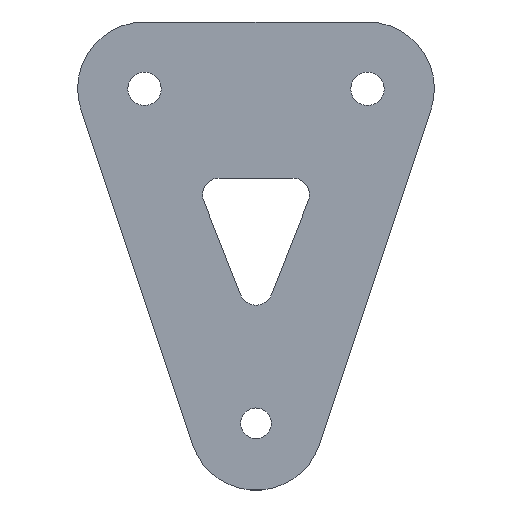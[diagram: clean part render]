
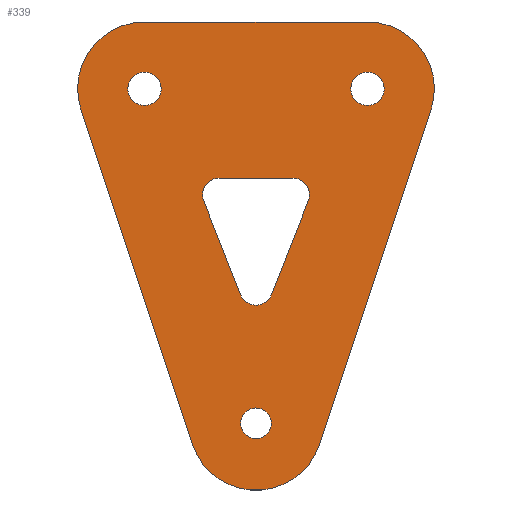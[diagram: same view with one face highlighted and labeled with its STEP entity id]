
A CAD part, top view. The second image highlights one B-rep face of the part: STEP entity #339.
In plain terms, the highlighted planar face has unit normal (0, 0, 1).
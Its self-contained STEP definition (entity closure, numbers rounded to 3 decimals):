
#23=FACE_BOUND('',#73,.T.);
#24=FACE_BOUND('',#74,.T.);
#25=FACE_BOUND('',#75,.T.);
#26=FACE_BOUND('',#76,.T.);
#34=PLANE('',#389);
#51=FACE_OUTER_BOUND('',#72,.T.);
#72=EDGE_LOOP('',(#299,#300,#301,#302,#303,#304));
#73=EDGE_LOOP('',(#305));
#74=EDGE_LOOP('',(#306));
#75=EDGE_LOOP('',(#307));
#76=EDGE_LOOP('',(#308,#309,#310,#311,#312,#313));
#79=LINE('',#507,#106);
#83=LINE('',#519,#110);
#88=LINE('',#531,#115);
#95=LINE('',#563,#122);
#99=LINE('',#575,#126);
#103=LINE('',#585,#130);
#106=VECTOR('',#405,10.);
#110=VECTOR('',#417,10.);
#115=VECTOR('',#430,10.);
#122=VECTOR('',#463,10.);
#126=VECTOR('',#475,10.);
#130=VECTOR('',#487,10.);
#131=CIRCLE('',#356,3.);
#133=CIRCLE('',#360,3.);
#135=CIRCLE('',#364,3.);
#137=CIRCLE('',#368,3.);
#139=CIRCLE('',#371,2.75);
#141=CIRCLE('',#374,3.);
#144=CIRCLE('',#378,12.);
#146=CIRCLE('',#382,12.);
#148=CIRCLE('',#386,12.);
#149=VERTEX_POINT('',#497);
#150=VERTEX_POINT('',#498);
#153=VERTEX_POINT('',#506);
#155=VERTEX_POINT('',#512);
#157=VERTEX_POINT('',#518);
#159=VERTEX_POINT('',#524);
#161=VERTEX_POINT('',#533);
#163=VERTEX_POINT('',#539);
#165=VERTEX_POINT('',#545);
#169=VERTEX_POINT('',#554);
#170=VERTEX_POINT('',#556);
#172=VERTEX_POINT('',#562);
#174=VERTEX_POINT('',#568);
#176=VERTEX_POINT('',#574);
#178=VERTEX_POINT('',#580);
#179=EDGE_CURVE('',#149,#150,#131,.T.);
#183=EDGE_CURVE('',#153,#150,#79,.T.);
#186=EDGE_CURVE('',#153,#155,#133,.T.);
#189=EDGE_CURVE('',#157,#155,#83,.T.);
#192=EDGE_CURVE('',#157,#159,#135,.T.);
#196=EDGE_CURVE('',#149,#159,#88,.T.);
#197=EDGE_CURVE('',#161,#161,#137,.T.);
#200=EDGE_CURVE('',#163,#163,#139,.T.);
#203=EDGE_CURVE('',#165,#165,#141,.T.);
#208=EDGE_CURVE('',#170,#169,#144,.T.);
#211=EDGE_CURVE('',#172,#170,#95,.T.);
#214=EDGE_CURVE('',#174,#172,#146,.T.);
#217=EDGE_CURVE('',#176,#174,#99,.T.);
#220=EDGE_CURVE('',#178,#176,#148,.T.);
#223=EDGE_CURVE('',#169,#178,#103,.T.);
#299=ORIENTED_EDGE('',*,*,#208,.T.);
#300=ORIENTED_EDGE('',*,*,#223,.T.);
#301=ORIENTED_EDGE('',*,*,#220,.T.);
#302=ORIENTED_EDGE('',*,*,#217,.T.);
#303=ORIENTED_EDGE('',*,*,#214,.T.);
#304=ORIENTED_EDGE('',*,*,#211,.T.);
#305=ORIENTED_EDGE('',*,*,#197,.T.);
#306=ORIENTED_EDGE('',*,*,#200,.T.);
#307=ORIENTED_EDGE('',*,*,#203,.T.);
#308=ORIENTED_EDGE('',*,*,#183,.T.);
#309=ORIENTED_EDGE('',*,*,#179,.F.);
#310=ORIENTED_EDGE('',*,*,#196,.T.);
#311=ORIENTED_EDGE('',*,*,#192,.F.);
#312=ORIENTED_EDGE('',*,*,#189,.T.);
#313=ORIENTED_EDGE('',*,*,#186,.F.);
#339=ADVANCED_FACE('',(#51,#23,#24,#25,#26),#34,.T.);
#356=AXIS2_PLACEMENT_3D('',#499,#397,#398);
#360=AXIS2_PLACEMENT_3D('',#513,#410,#411);
#364=AXIS2_PLACEMENT_3D('',#525,#422,#423);
#368=AXIS2_PLACEMENT_3D('',#534,#433,#434);
#371=AXIS2_PLACEMENT_3D('',#540,#440,#441);
#374=AXIS2_PLACEMENT_3D('',#546,#447,#448);
#378=AXIS2_PLACEMENT_3D('',#557,#457,#458);
#382=AXIS2_PLACEMENT_3D('',#569,#469,#470);
#386=AXIS2_PLACEMENT_3D('',#581,#481,#482);
#389=AXIS2_PLACEMENT_3D('',#587,#490,#491);
#397=DIRECTION('center_axis',(0.,0.,1.));
#398=DIRECTION('ref_axis',(0.,-1.,0.));
#405=DIRECTION('',(-0.366,-0.931,0.));
#410=DIRECTION('center_axis',(0.,0.,1.));
#411=DIRECTION('ref_axis',(0.826,0.563,0.));
#417=DIRECTION('',(1.,0.,0.));
#422=DIRECTION('center_axis',(0.,0.,1.));
#423=DIRECTION('ref_axis',(-0.826,0.563,0.));
#430=DIRECTION('',(-0.366,0.931,0.));
#433=DIRECTION('center_axis',(0.,0.,-1.));
#434=DIRECTION('ref_axis',(-1.,0.,0.));
#440=DIRECTION('center_axis',(0.,0.,-1.));
#441=DIRECTION('ref_axis',(-1.,0.,0.));
#447=DIRECTION('center_axis',(0.,0.,-1.));
#448=DIRECTION('ref_axis',(-1.,0.,0.));
#457=DIRECTION('center_axis',(0.,0.,1.));
#458=DIRECTION('ref_axis',(-1.,0.,0.));
#463=DIRECTION('',(0.316,0.949,0.));
#469=DIRECTION('center_axis',(0.,0.,1.));
#470=DIRECTION('ref_axis',(-1.,0.,0.));
#475=DIRECTION('',(0.316,-0.949,0.));
#481=DIRECTION('center_axis',(0.,0.,1.));
#482=DIRECTION('ref_axis',(-1.,0.,0.));
#487=DIRECTION('',(-1.,0.,0.));
#490=DIRECTION('center_axis',(0.,0.,1.));
#491=DIRECTION('ref_axis',(1.,0.,0.));
#497=CARTESIAN_POINT('',(29.208,35.108,3.));
#498=CARTESIAN_POINT('',(34.792,35.108,3.));
#499=CARTESIAN_POINT('Origin',(32.,36.205,3.));
#506=CARTESIAN_POINT('',(41.39,51.903,3.));
#507=CARTESIAN_POINT('',(39.882,48.064,3.));
#512=CARTESIAN_POINT('',(38.598,56.,3.));
#513=CARTESIAN_POINT('Origin',(38.598,53.,3.));
#518=CARTESIAN_POINT('',(25.402,56.,3.));
#519=CARTESIAN_POINT('',(26.5,56.,3.));
#524=CARTESIAN_POINT('',(22.61,51.903,3.));
#525=CARTESIAN_POINT('Origin',(25.402,53.,3.));
#531=CARTESIAN_POINT('',(29.618,34.064,3.));
#533=CARTESIAN_POINT('',(55.,72.,3.));
#534=CARTESIAN_POINT('Origin',(52.,72.,3.));
#539=CARTESIAN_POINT('',(34.75,12.,3.));
#540=CARTESIAN_POINT('Origin',(32.,12.,3.));
#545=CARTESIAN_POINT('',(15.,72.,3.));
#546=CARTESIAN_POINT('Origin',(12.,72.,3.));
#554=CARTESIAN_POINT('',(52.,84.,3.));
#556=CARTESIAN_POINT('',(63.384,68.205,3.));
#557=CARTESIAN_POINT('Origin',(52.,72.,3.));
#562=CARTESIAN_POINT('',(43.384,8.205,3.));
#563=CARTESIAN_POINT('',(47.884,21.705,3.));
#568=CARTESIAN_POINT('',(20.616,8.205,3.));
#569=CARTESIAN_POINT('Origin',(32.,12.,3.));
#574=CARTESIAN_POINT('',(0.616,68.205,3.));
#575=CARTESIAN_POINT('',(6.116,51.705,3.));
#580=CARTESIAN_POINT('',(12.,84.,3.));
#581=CARTESIAN_POINT('Origin',(12.,72.,3.));
#585=CARTESIAN_POINT('',(64.,84.,3.));
#587=CARTESIAN_POINT('Origin',(32.,42.,3.));
